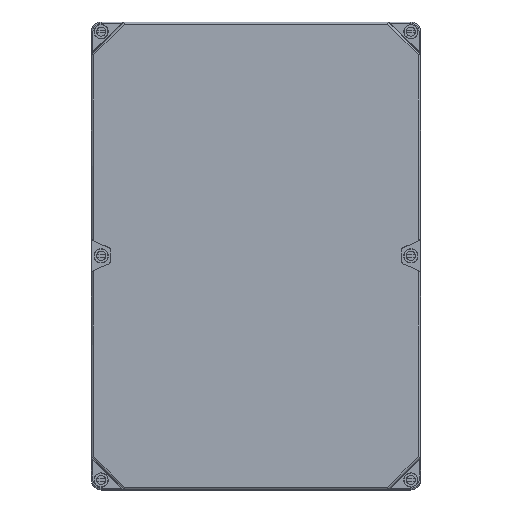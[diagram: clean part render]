
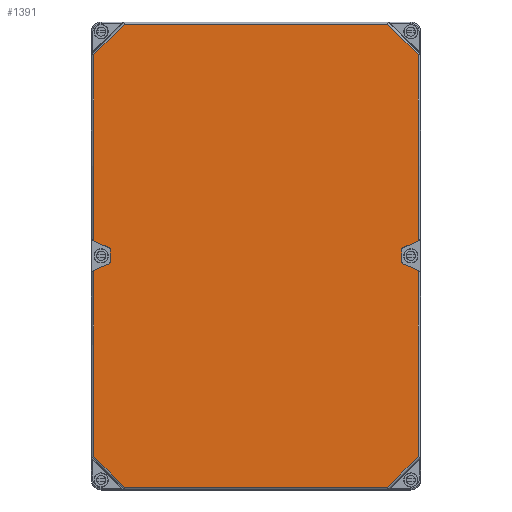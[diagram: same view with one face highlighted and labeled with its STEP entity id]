
A CAD part, top view. The second image highlights one B-rep face of the part: STEP entity #1391.
In plain terms, the highlighted planar face has unit normal (0, 0, 1).
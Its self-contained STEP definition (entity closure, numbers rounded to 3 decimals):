
#1391 = ADVANCED_FACE( '', ( #3884 ), #3885, .T. );
#3884 = FACE_OUTER_BOUND( '', #7703, .T. );
#3885 = PLANE( '', #7704 );
#7703 = EDGE_LOOP( '', ( #12073, #12074, #12075, #12076, #12077, #12078, #12079, #12080, #12081, #12082, #12083, #12084, #12085, #12086, #12087, #12088, #12089, #12090, #12091, #12092 ) );
#7704 = AXIS2_PLACEMENT_3D( '', #12093, #12094, #12095 );
#12073 = ORIENTED_EDGE( '', *, *, #22009, .T. );
#12074 = ORIENTED_EDGE( '', *, *, #22010, .T. );
#12075 = ORIENTED_EDGE( '', *, *, #22011, .T. );
#12076 = ORIENTED_EDGE( '', *, *, #21894, .T. );
#12077 = ORIENTED_EDGE( '', *, *, #22012, .T. );
#12078 = ORIENTED_EDGE( '', *, *, #22013, .F. );
#12079 = ORIENTED_EDGE( '', *, *, #22014, .T. );
#12080 = ORIENTED_EDGE( '', *, *, #22015, .F. );
#12081 = ORIENTED_EDGE( '', *, *, #22016, .T. );
#12082 = ORIENTED_EDGE( '', *, *, #22017, .T. );
#12083 = ORIENTED_EDGE( '', *, *, #22018, .T. );
#12084 = ORIENTED_EDGE( '', *, *, #22019, .F. );
#12085 = ORIENTED_EDGE( '', *, *, #22020, .T. );
#12086 = ORIENTED_EDGE( '', *, *, #22021, .F. );
#12087 = ORIENTED_EDGE( '', *, *, #22022, .T. );
#12088 = ORIENTED_EDGE( '', *, *, #22023, .F. );
#12089 = ORIENTED_EDGE( '', *, *, #22024, .T. );
#12090 = ORIENTED_EDGE( '', *, *, #22025, .F. );
#12091 = ORIENTED_EDGE( '', *, *, #22026, .T. );
#12092 = ORIENTED_EDGE( '', *, *, #22027, .F. );
#12093 = CARTESIAN_POINT( '', ( 0., 0., 92.5 ) );
#12094 = DIRECTION( '', ( 0., 0., 1. ) );
#12095 = DIRECTION( '', ( 1., 0., 0. ) );
#21894 = EDGE_CURVE( '', #26246, #26244, #26247, .T. );
#22009 = EDGE_CURVE( '', #26441, #26442, #26443, .T. );
#22010 = EDGE_CURVE( '', #26442, #26444, #26445, .T. );
#22011 = EDGE_CURVE( '', #26444, #26246, #26446, .T. );
#22012 = EDGE_CURVE( '', #26244, #26447, #26448, .T. );
#22013 = EDGE_CURVE( '', #26449, #26447, #26450, .T. );
#22014 = EDGE_CURVE( '', #26449, #26451, #26452, .T. );
#22015 = EDGE_CURVE( '', #26453, #26451, #26454, .T. );
#22016 = EDGE_CURVE( '', #26453, #26455, #26456, .T. );
#22017 = EDGE_CURVE( '', #26455, #26457, #26458, .T. );
#22018 = EDGE_CURVE( '', #26457, #26459, #26460, .T. );
#22019 = EDGE_CURVE( '', #26461, #26459, #26462, .T. );
#22020 = EDGE_CURVE( '', #26461, #26463, #26464, .T. );
#22021 = EDGE_CURVE( '', #26465, #26463, #26466, .T. );
#22022 = EDGE_CURVE( '', #26465, #26467, #26468, .T. );
#22023 = EDGE_CURVE( '', #26469, #26467, #26470, .T. );
#22024 = EDGE_CURVE( '', #26469, #26471, #26472, .T. );
#22025 = EDGE_CURVE( '', #26473, #26471, #26474, .T. );
#22026 = EDGE_CURVE( '', #26473, #26475, #26476, .T. );
#22027 = EDGE_CURVE( '', #26441, #26475, #26477, .T. );
#26244 = VERTEX_POINT( '', #32298 );
#26246 = VERTEX_POINT( '', #32300 );
#26247 = LINE( '', #32301, #32302 );
#26441 = VERTEX_POINT( '', #32566 );
#26442 = VERTEX_POINT( '', #32567 );
#26443 = LINE( '', #32568, #32569 );
#26444 = VERTEX_POINT( '', #32570 );
#26445 = LINE( '', #32571, #32572 );
#26446 = LINE( '', #32573, #32574 );
#26447 = VERTEX_POINT( '', #32575 );
#26448 = LINE( '', #32576, #32577 );
#26449 = VERTEX_POINT( '', #32578 );
#26450 = CIRCLE( '', #32579, 1.7 );
#26451 = VERTEX_POINT( '', #32580 );
#26452 = LINE( '', #32581, #32582 );
#26453 = VERTEX_POINT( '', #32583 );
#26454 = CIRCLE( '', #32584, 1.7 );
#26455 = VERTEX_POINT( '', #32585 );
#26456 = LINE( '', #32586, #32587 );
#26457 = VERTEX_POINT( '', #32588 );
#26458 = LINE( '', #32589, #32590 );
#26459 = VERTEX_POINT( '', #32591 );
#26460 = LINE( '', #32592, #32593 );
#26461 = VERTEX_POINT( '', #32594 );
#26462 = LINE( '', #32595, #32596 );
#26463 = VERTEX_POINT( '', #32597 );
#26464 = LINE( '', #32598, #32599 );
#26465 = VERTEX_POINT( '', #32600 );
#26466 = LINE( '', #32601, #32602 );
#26467 = VERTEX_POINT( '', #32603 );
#26468 = LINE( '', #32604, #32605 );
#26469 = VERTEX_POINT( '', #32606 );
#26470 = CIRCLE( '', #32607, 1.7 );
#26471 = VERTEX_POINT( '', #32608 );
#26472 = LINE( '', #32609, #32610 );
#26473 = VERTEX_POINT( '', #32611 );
#26474 = CIRCLE( '', #32612, 1.7 );
#26475 = VERTEX_POINT( '', #32613 );
#26476 = LINE( '', #32614, #32615 );
#26477 = LINE( '', #32616, #32617 );
#32298 = CARTESIAN_POINT( '', ( -125.182, 11.586, 92.5 ) );
#32300 = CARTESIAN_POINT( '', ( -125.182, 155.046, 92.5 ) );
#32301 = CARTESIAN_POINT( '', ( -125.182, 173., 92.5 ) );
#32302 = VECTOR( '', #39694, 1000. );
#32566 = CARTESIAN_POINT( '', ( 125.182, 155.046, 92.5 ) );
#32567 = CARTESIAN_POINT( '', ( 101.546, 178.682, 92.5 ) );
#32568 = CARTESIAN_POINT( '', ( 131.042, 149.186, 92.5 ) );
#32569 = VECTOR( '', #39832, 1000. );
#32570 = CARTESIAN_POINT( '', ( -101.546, 178.682, 92.5 ) );
#32571 = CARTESIAN_POINT( '', ( 119.5, 178.682, 92.5 ) );
#32572 = VECTOR( '', #39833, 1000. );
#32573 = CARTESIAN_POINT( '', ( -95.686, 184.542, 92.5 ) );
#32574 = VECTOR( '', #39834, 1000. );
#32575 = CARTESIAN_POINT( '', ( -113.3, 6.045, 92.5 ) );
#32576 = CARTESIAN_POINT( '', ( -126.134, 12.029, 92.5 ) );
#32577 = VECTOR( '', #39835, 1000. );
#32578 = CARTESIAN_POINT( '', ( -112.319, 4.504, 92.5 ) );
#32579 = AXIS2_PLACEMENT_3D( '', #39836, #39837, #39838 );
#32580 = CARTESIAN_POINT( '', ( -112.319, -4.504, 92.5 ) );
#32581 = CARTESIAN_POINT( '', ( -112.319, 4.504, 92.5 ) );
#32582 = VECTOR( '', #39839, 1000. );
#32583 = CARTESIAN_POINT( '', ( -113.3, -6.045, 92.5 ) );
#32584 = AXIS2_PLACEMENT_3D( '', #39840, #39841, #39842 );
#32585 = CARTESIAN_POINT( '', ( -125.182, -11.586, 92.5 ) );
#32586 = CARTESIAN_POINT( '', ( -113.3, -6.045, 92.5 ) );
#32587 = VECTOR( '', #39843, 1000. );
#32588 = CARTESIAN_POINT( '', ( -125.182, -155.046, 92.5 ) );
#32589 = CARTESIAN_POINT( '', ( -125.182, 173., 92.5 ) );
#32590 = VECTOR( '', #39844, 1000. );
#32591 = CARTESIAN_POINT( '', ( -101.546, -178.682, 92.5 ) );
#32592 = CARTESIAN_POINT( '', ( -131.042, -149.186, 92.5 ) );
#32593 = VECTOR( '', #39845, 1000. );
#32594 = CARTESIAN_POINT( '', ( 101.546, -178.682, 92.5 ) );
#32595 = CARTESIAN_POINT( '', ( 119.5, -178.682, 92.5 ) );
#32596 = VECTOR( '', #39846, 1000. );
#32597 = CARTESIAN_POINT( '', ( 125.182, -155.046, 92.5 ) );
#32598 = CARTESIAN_POINT( '', ( 95.686, -184.542, 92.5 ) );
#32599 = VECTOR( '', #39847, 1000. );
#32600 = CARTESIAN_POINT( '', ( 125.182, -11.586, 92.5 ) );
#32601 = CARTESIAN_POINT( '', ( 125.182, 173., 92.5 ) );
#32602 = VECTOR( '', #39848, 1000. );
#32603 = CARTESIAN_POINT( '', ( 113.3, -6.045, 92.5 ) );
#32604 = CARTESIAN_POINT( '', ( 126.134, -12.029, 92.5 ) );
#32605 = VECTOR( '', #39849, 1000. );
#32606 = CARTESIAN_POINT( '', ( 112.319, -4.504, 92.5 ) );
#32607 = AXIS2_PLACEMENT_3D( '', #39850, #39851, #39852 );
#32608 = CARTESIAN_POINT( '', ( 112.319, 4.504, 92.5 ) );
#32609 = CARTESIAN_POINT( '', ( 112.319, -4.504, 92.5 ) );
#32610 = VECTOR( '', #39853, 1000. );
#32611 = CARTESIAN_POINT( '', ( 113.3, 6.045, 92.5 ) );
#32612 = AXIS2_PLACEMENT_3D( '', #39854, #39855, #39856 );
#32613 = CARTESIAN_POINT( '', ( 125.182, 11.586, 92.5 ) );
#32614 = CARTESIAN_POINT( '', ( 113.3, 6.045, 92.5 ) );
#32615 = VECTOR( '', #39857, 1000. );
#32616 = CARTESIAN_POINT( '', ( 125.182, 173., 92.5 ) );
#32617 = VECTOR( '', #39858, 1000. );
#39694 = DIRECTION( '', ( 0., -1., 0. ) );
#39832 = DIRECTION( '', ( -0.707, 0.707, 0. ) );
#39833 = DIRECTION( '', ( -1., 0., 0. ) );
#39834 = DIRECTION( '', ( -0.707, -0.707, 0. ) );
#39835 = DIRECTION( '', ( 0.906, -0.423, 0. ) );
#39836 = CARTESIAN_POINT( '', ( -114.019, 4.504, 92.5 ) );
#39837 = DIRECTION( '', ( 0., 0., 1. ) );
#39838 = DIRECTION( '', ( 1., 0., 0. ) );
#39839 = DIRECTION( '', ( 0., -1., 0. ) );
#39840 = CARTESIAN_POINT( '', ( -114.019, -4.504, 92.5 ) );
#39841 = DIRECTION( '', ( 0., 0., 1. ) );
#39842 = DIRECTION( '', ( 1., 0., 0. ) );
#39843 = DIRECTION( '', ( -0.906, -0.423, 0. ) );
#39844 = DIRECTION( '', ( 0., -1., 0. ) );
#39845 = DIRECTION( '', ( 0.707, -0.707, 0. ) );
#39846 = DIRECTION( '', ( -1., 0., 0. ) );
#39847 = DIRECTION( '', ( 0.707, 0.707, 0. ) );
#39848 = DIRECTION( '', ( 0., -1., 0. ) );
#39849 = DIRECTION( '', ( -0.906, 0.423, 0. ) );
#39850 = CARTESIAN_POINT( '', ( 114.019, -4.504, 92.5 ) );
#39851 = DIRECTION( '', ( 0., 0., 1. ) );
#39852 = DIRECTION( '', ( 1., 0., 0. ) );
#39853 = DIRECTION( '', ( 0., 1., 0. ) );
#39854 = CARTESIAN_POINT( '', ( 114.019, 4.504, 92.5 ) );
#39855 = DIRECTION( '', ( 0., 0., 1. ) );
#39856 = DIRECTION( '', ( 1., 0., 0. ) );
#39857 = DIRECTION( '', ( 0.906, 0.423, 0. ) );
#39858 = DIRECTION( '', ( 0., -1., 0. ) );
